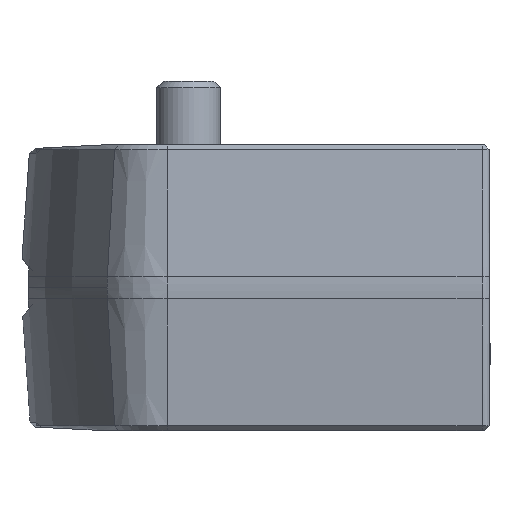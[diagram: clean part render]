
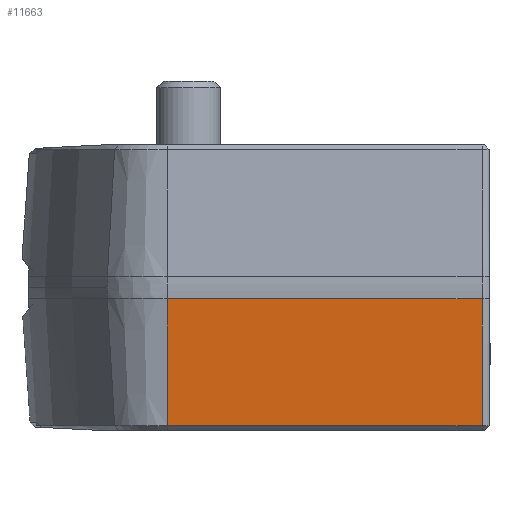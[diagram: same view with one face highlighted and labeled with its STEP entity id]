
A CAD part, left-side view. The second image highlights one B-rep face of the part: STEP entity #11663.
In plain terms, the highlighted planar face has unit normal (-0.998, 0, -0.07).
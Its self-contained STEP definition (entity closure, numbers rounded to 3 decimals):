
#526 = CARTESIAN_POINT ( 'NONE',  ( -19.021, -11.885, -8.701 ) ) ;
#963 = CARTESIAN_POINT ( 'NONE',  ( -19.021, -5.269, -8.701 ) ) ;
#4032 = CARTESIAN_POINT ( 'NONE',  ( -19.021, 1.346, -8.701 ) ) ;
#4437 = VERTEX_POINT ( 'NONE', #73375 ) ;
#9077 = DIRECTION ( 'NONE',  ( 0., 1., 0. ) ) ;
#9228 = B_SPLINE_CURVE_WITH_KNOTS ( 'NONE', 1,
 ( #88103, #61291 ),
 .UNSPECIFIED., .F., .F.,
 ( 2, 2 ),
 ( 0., 1. ),
 .UNSPECIFIED. ) ;
#11663 = ADVANCED_FACE ( 'NONE', ( #27385 ), #39240, .T. ) ;
#12066 = AXIS2_PLACEMENT_3D ( 'NONE', #28720, #83266, #70937 ) ;
#13651 = CARTESIAN_POINT ( 'NONE',  ( -19.021, 1.346, -8.701 ) ) ;
#13736 = EDGE_CURVE ( 'NONE', #64406, #20856, #44970, .T. ) ;
#15507 = CARTESIAN_POINT ( 'NONE',  ( -19.581, -18.5, -0.698 ) ) ;
#20117 = EDGE_CURVE ( 'NONE', #4437, #79882, #84852, .T. ) ;
#20856 = VERTEX_POINT ( 'NONE', #59308 ) ;
#21447 = ORIENTED_EDGE ( 'NONE', *, *, #70135, .T. ) ;
#27385 = FACE_OUTER_BOUND ( 'NONE', #81156, .T. ) ;
#28720 = CARTESIAN_POINT ( 'NONE',  ( -19., -19., -9. ) ) ;
#31096 = VECTOR ( 'NONE', #9077, 1000. ) ;
#33036 = CARTESIAN_POINT ( 'NONE',  ( -19.581, -18.5, -0.698 ) ) ;
#37467 = B_SPLINE_CURVE_WITH_KNOTS ( 'NONE', 3,
 ( #61588, #54742, #53848, #33036 ),
 .UNSPECIFIED., .F., .F.,
 ( 4, 4 ),
 ( 0., 1. ),
 .UNSPECIFIED. ) ;
#39240 = PLANE ( 'NONE',  #12066 ) ;
#42604 = ORIENTED_EDGE ( 'NONE', *, *, #82532, .F. ) ;
#44970 = LINE ( 'NONE', #79008, #31096 ) ;
#48172 = CARTESIAN_POINT ( 'NONE',  ( -19.021, -18.5, -8.701 ) ) ;
#53848 = CARTESIAN_POINT ( 'NONE',  ( -19.394, -18.5, -3.365 ) ) ;
#54742 = CARTESIAN_POINT ( 'NONE',  ( -19.207, -18.5, -6.033 ) ) ;
#59308 = CARTESIAN_POINT ( 'NONE',  ( -19.581, 1.346, -0.698 ) ) ;
#61291 = CARTESIAN_POINT ( 'NONE',  ( -19.581, 1.346, -0.698 ) ) ;
#61588 = CARTESIAN_POINT ( 'NONE',  ( -19.021, -18.5, -8.701 ) ) ;
#64406 = VERTEX_POINT ( 'NONE', #15507 ) ;
#70135 = EDGE_CURVE ( 'NONE', #4437, #64406, #37467, .T. ) ;
#70136 = ORIENTED_EDGE ( 'NONE', *, *, #13736, .T. ) ;
#70937 = DIRECTION ( 'NONE',  ( -0.07, 0., 0.998 ) ) ;
#73375 = CARTESIAN_POINT ( 'NONE',  ( -19.021, -18.5, -8.701 ) ) ;
#79008 = CARTESIAN_POINT ( 'NONE',  ( -19.581, -19., -0.698 ) ) ;
#79882 = VERTEX_POINT ( 'NONE', #4032 ) ;
#81156 = EDGE_LOOP ( 'NONE', ( #70136, #42604, #88507, #21447 ) ) ;
#82532 = EDGE_CURVE ( 'NONE', #79882, #20856, #9228, .T. ) ;
#83266 = DIRECTION ( 'NONE',  ( -0.998, 0., -0.07 ) ) ;
#84852 = B_SPLINE_CURVE_WITH_KNOTS ( 'NONE', 3,
 ( #48172, #526, #963, #13651 ),
 .UNSPECIFIED., .F., .F.,
 ( 4, 4 ),
 ( 0., 1. ),
 .UNSPECIFIED. ) ;
#88103 = CARTESIAN_POINT ( 'NONE',  ( -19.021, 1.346, -8.701 ) ) ;
#88507 = ORIENTED_EDGE ( 'NONE', *, *, #20117, .F. ) ;
